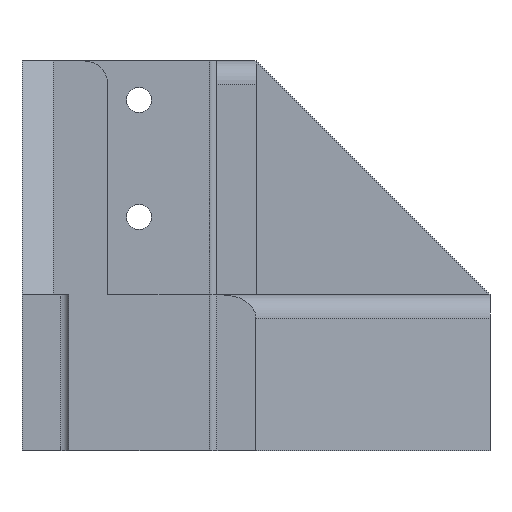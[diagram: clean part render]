
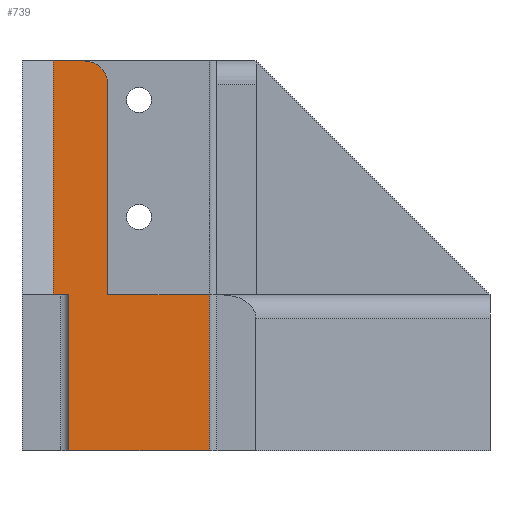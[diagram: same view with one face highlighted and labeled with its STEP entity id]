
A CAD part, left-side view. The second image highlights one B-rep face of the part: STEP entity #739.
In plain terms, the highlighted planar face has unit normal (-1, 0, 0).
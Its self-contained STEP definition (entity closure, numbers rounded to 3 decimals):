
#215 = VERTEX_POINT('',#216);
#216 = CARTESIAN_POINT('',(-15.,11.,50.));
#222 = EDGE_CURVE('',#215,#223,#225,.T.);
#223 = VERTEX_POINT('',#224);
#224 = CARTESIAN_POINT('',(-15.,7.,50.));
#225 = LINE('',#226,#227);
#226 = CARTESIAN_POINT('',(-15.,15.,50.));
#227 = VECTOR('',#228,1.);
#228 = DIRECTION('',(0.,-1.,0.));
#318 = VERTEX_POINT('',#319);
#319 = CARTESIAN_POINT('',(-15.,9.,0.));
#326 = EDGE_CURVE('',#318,#327,#329,.T.);
#327 = VERTEX_POINT('',#328);
#328 = CARTESIAN_POINT('',(-15.,-9.,0.));
#329 = LINE('',#330,#331);
#330 = CARTESIAN_POINT('',(-15.,9.,0.));
#331 = VECTOR('',#332,1.);
#332 = DIRECTION('',(0.,-1.,0.));
#701 = EDGE_CURVE('',#223,#702,#704,.T.);
#702 = VERTEX_POINT('',#703);
#703 = CARTESIAN_POINT('',(-15.,4.,47.));
#704 = CIRCLE('',#705,3.);
#705 = AXIS2_PLACEMENT_3D('',#706,#707,#708);
#706 = CARTESIAN_POINT('',(-15.,7.,47.));
#707 = DIRECTION('',(1.,0.,-0.));
#708 = DIRECTION('',(0.,0.,1.));
#739 = ADVANCED_FACE('',(#740),#789,.T.);
#740 = FACE_BOUND('',#741,.T.);
#741 = EDGE_LOOP('',(#742,#743,#751,#759,#765,#766,#774,#782,#788));
#742 = ORIENTED_EDGE('',*,*,#222,.F.);
#743 = ORIENTED_EDGE('',*,*,#744,.T.);
#744 = EDGE_CURVE('',#215,#745,#747,.T.);
#745 = VERTEX_POINT('',#746);
#746 = CARTESIAN_POINT('',(-15.,11.,20.));
#747 = LINE('',#748,#749);
#748 = CARTESIAN_POINT('',(-15.,11.,50.));
#749 = VECTOR('',#750,1.);
#750 = DIRECTION('',(0.,0.,-1.));
#751 = ORIENTED_EDGE('',*,*,#752,.T.);
#752 = EDGE_CURVE('',#745,#753,#755,.T.);
#753 = VERTEX_POINT('',#754);
#754 = CARTESIAN_POINT('',(-15.,9.,20.));
#755 = LINE('',#756,#757);
#756 = CARTESIAN_POINT('',(-15.,15.,20.));
#757 = VECTOR('',#758,1.);
#758 = DIRECTION('',(0.,-1.,0.));
#759 = ORIENTED_EDGE('',*,*,#760,.F.);
#760 = EDGE_CURVE('',#318,#753,#761,.T.);
#761 = LINE('',#762,#763);
#762 = CARTESIAN_POINT('',(-15.,9.,0.));
#763 = VECTOR('',#764,1.);
#764 = DIRECTION('',(0.,0.,1.));
#765 = ORIENTED_EDGE('',*,*,#326,.T.);
#766 = ORIENTED_EDGE('',*,*,#767,.T.);
#767 = EDGE_CURVE('',#327,#768,#770,.T.);
#768 = VERTEX_POINT('',#769);
#769 = CARTESIAN_POINT('',(-15.,-9.,20.));
#770 = LINE('',#771,#772);
#771 = CARTESIAN_POINT('',(-15.,-9.,0.));
#772 = VECTOR('',#773,1.);
#773 = DIRECTION('',(0.,0.,1.));
#774 = ORIENTED_EDGE('',*,*,#775,.F.);
#775 = EDGE_CURVE('',#776,#768,#778,.T.);
#776 = VERTEX_POINT('',#777);
#777 = CARTESIAN_POINT('',(-15.,4.,20.));
#778 = LINE('',#779,#780);
#779 = CARTESIAN_POINT('',(-15.,9.,20.));
#780 = VECTOR('',#781,1.);
#781 = DIRECTION('',(0.,-1.,0.));
#782 = ORIENTED_EDGE('',*,*,#783,.T.);
#783 = EDGE_CURVE('',#776,#702,#784,.T.);
#784 = LINE('',#785,#786);
#785 = CARTESIAN_POINT('',(-15.,4.,20.));
#786 = VECTOR('',#787,1.);
#787 = DIRECTION('',(0.,0.,1.));
#788 = ORIENTED_EDGE('',*,*,#701,.F.);
#789 = PLANE('',#790);
#790 = AXIS2_PLACEMENT_3D('',#791,#792,#793);
#791 = CARTESIAN_POINT('',(-15.,4.824,23.176));
#792 = DIRECTION('',(-1.,-0.,-0.));
#793 = DIRECTION('',(0.,0.,-1.));
